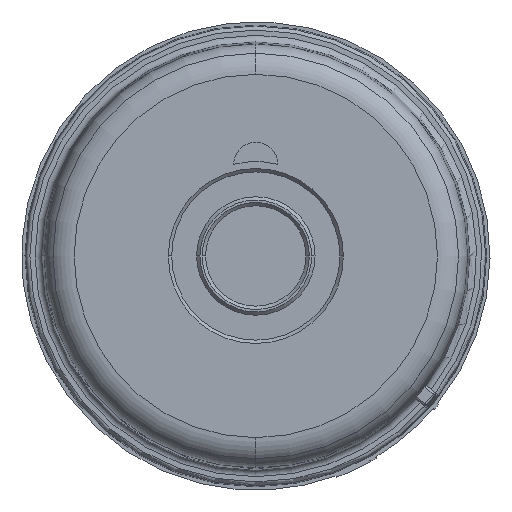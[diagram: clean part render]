
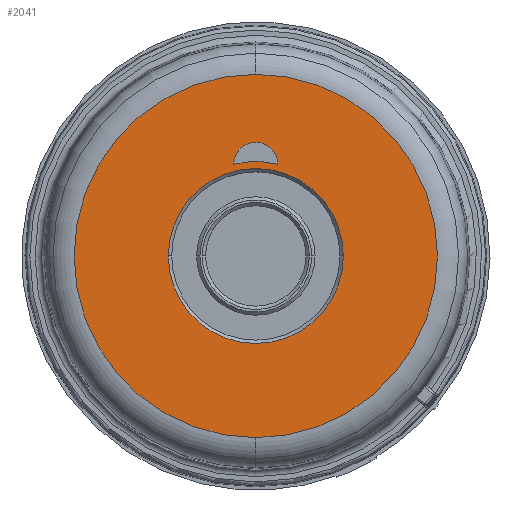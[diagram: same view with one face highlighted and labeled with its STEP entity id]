
A CAD part, front view. The second image highlights one B-rep face of the part: STEP entity #2041.
In plain terms, the highlighted planar face has unit normal (0, -1, 0).
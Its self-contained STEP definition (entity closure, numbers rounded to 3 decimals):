
#900=CARTESIAN_POINT('',(0.,0.,0.));
#901=DIRECTION('',(0.,-1.,0.));
#902=DIRECTION('',(1.,0.,0.));
#903=AXIS2_PLACEMENT_3D('',#900,#901,#902);
#908=CARTESIAN_POINT('',(0.,0.,0.));
#909=DIRECTION('',(0.,-1.,0.));
#910=DIRECTION('',(0.,0.,-1.));
#911=AXIS2_PLACEMENT_3D('',#908,#909,#910);
#916=CARTESIAN_POINT('',(0.,0.,0.));
#917=DIRECTION('',(0.,-1.,0.));
#918=DIRECTION('',(-1.,0.,0.));
#919=AXIS2_PLACEMENT_3D('',#916,#917,#918);
#924=CARTESIAN_POINT('',(0.,0.,0.));
#925=DIRECTION('',(0.,-1.,0.));
#926=DIRECTION('',(0.,0.,1.));
#927=AXIS2_PLACEMENT_3D('',#924,#925,#926);
#932=CARTESIAN_POINT('',(0.,0.,13.7));
#933=DIRECTION('',(0.,1.,0.));
#934=DIRECTION('',(-1.,0.,0.));
#935=AXIS2_PLACEMENT_3D('',#932,#933,#934);
#940=CARTESIAN_POINT('',(0.,0.,0.012));
#941=DIRECTION('',(0.,-1.,0.));
#942=DIRECTION('',(0.234,0.,0.972));
#943=AXIS2_PLACEMENT_3D('',#940,#941,#942);
#948=CARTESIAN_POINT('',(0.,0.,0.));
#949=DIRECTION('',(0.,1.,0.));
#950=DIRECTION('',(1.,0.,0.));
#951=AXIS2_PLACEMENT_3D('',#948,#949,#950);
#956=CARTESIAN_POINT('',(0.,0.,0.));
#957=DIRECTION('',(0.,1.,0.));
#958=DIRECTION('',(-1.,0.,0.));
#959=AXIS2_PLACEMENT_3D('',#956,#957,#958);
#1236=CARTESIAN_POINT('',(-3.3,0.,13.7));
#1237=CARTESIAN_POINT('',(3.3,0.,13.7));
#1238=VERTEX_POINT('',#1236);
#1239=VERTEX_POINT('',#1237);
#1310=CARTESIAN_POINT('',(0.,0.,27.148));
#1311=VERTEX_POINT('',#1310);
#1312=CARTESIAN_POINT('',(0.,0.,-27.148));
#1313=VERTEX_POINT('',#1312);
#1314=CARTESIAN_POINT('',(27.148,0.,0.));
#1315=VERTEX_POINT('',#1314);
#1316=CARTESIAN_POINT('',(-27.148,0.,0.));
#1317=VERTEX_POINT('',#1316);
#1335=CARTESIAN_POINT('',(-13.075,0.,0.));
#1337=VERTEX_POINT('',#1335);
#1339=CARTESIAN_POINT('',(13.075,0.,0.));
#1341=VERTEX_POINT('',#1339);
#2016=CARTESIAN_POINT('',(19.862,0.,0.));
#2017=DIRECTION('',(0.,-1.,0.));
#2018=DIRECTION('',(0.,0.,-1.));
#2019=AXIS2_PLACEMENT_3D('',#2016,#2017,#2018);
#2020=PLANE('',#2019);
#2022=ORIENTED_EDGE('',*,*,#2021,.F.);
#2024=ORIENTED_EDGE('',*,*,#2023,.F.);
#2025=ORIENTED_EDGE('',*,*,#2004,.F.);
#2026=ORIENTED_EDGE('',*,*,#2011,.F.);
#2027=EDGE_LOOP('',(#2022,#2024,#2025,#2026));
#2028=FACE_OUTER_BOUND('',#2027,.F.);
#2030=ORIENTED_EDGE('',*,*,#2029,.F.);
#2032=ORIENTED_EDGE('',*,*,#2031,.F.);
#2033=EDGE_LOOP('',(#2030,#2032));
#2034=FACE_BOUND('',#2033,.F.);
#2036=ORIENTED_EDGE('',*,*,#2035,.F.);
#2038=ORIENTED_EDGE('',*,*,#2037,.F.);
#2039=EDGE_LOOP('',(#2036,#2038));
#2040=FACE_BOUND('',#2039,.F.);
#2041=ADVANCED_FACE('',(#2028,#2034,#2040),#2020,.T.);
#904=CIRCLE('',#903,27.148);
#912=CIRCLE('',#911,27.148);
#920=CIRCLE('',#919,27.148);
#928=CIRCLE('',#927,27.148);
#936=CIRCLE('',#935,3.3);
#944=CIRCLE('',#943,14.08);
#952=CIRCLE('',#951,13.075);
#960=CIRCLE('',#959,13.075);
#2004=EDGE_CURVE('',#1317,#1313,#920,.T.);
#2011=EDGE_CURVE('',#1311,#1317,#928,.T.);
#2021=EDGE_CURVE('',#1315,#1311,#904,.T.);
#2023=EDGE_CURVE('',#1313,#1315,#912,.T.);
#2029=EDGE_CURVE('',#1238,#1239,#936,.T.);
#2031=EDGE_CURVE('',#1239,#1238,#944,.T.);
#2035=EDGE_CURVE('',#1341,#1337,#952,.T.);
#2037=EDGE_CURVE('',#1337,#1341,#960,.T.);
